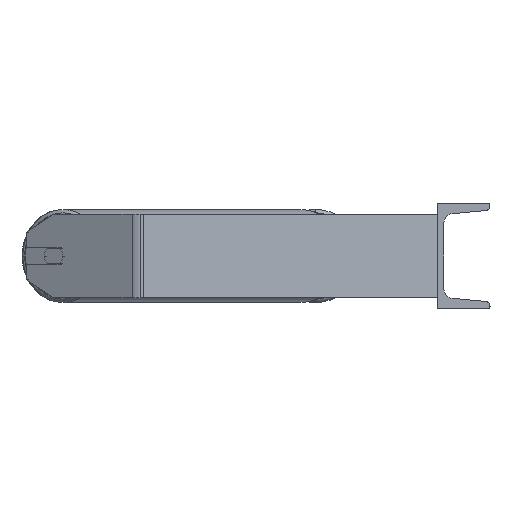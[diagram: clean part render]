
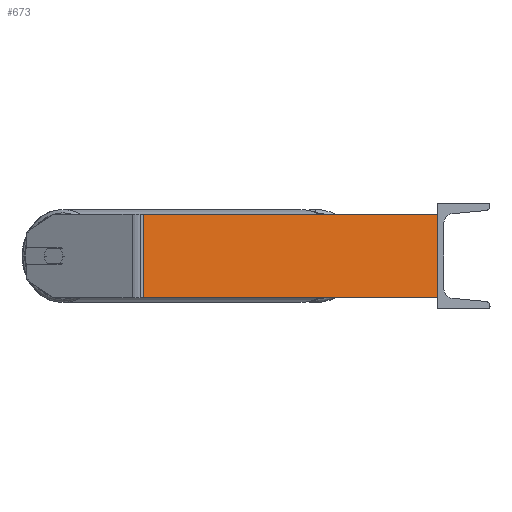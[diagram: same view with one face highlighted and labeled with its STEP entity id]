
A CAD part, left-side view. The second image highlights one B-rep face of the part: STEP entity #673.
In plain terms, the highlighted planar face has unit normal (-0.985, -0.174, 0).
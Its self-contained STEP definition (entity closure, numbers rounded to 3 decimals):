
#11 = FACE_OUTER_BOUND ( 'NONE', #6871, .T. ) ;
#450 = LINE ( 'NONE', #4651, #8568 ) ;
#521 = EDGE_CURVE ( 'NONE', #6541, #5256, #2783, .T. ) ;
#673 = ADVANCED_FACE ( 'NONE', ( #11 ), #1353, .F. ) ;
#724 = VECTOR ( 'NONE', #6542, 1000. ) ;
#1242 = VECTOR ( 'NONE', #2845, 1000. ) ;
#1353 = PLANE ( 'NONE',  #2920 ) ;
#1365 = EDGE_CURVE ( 'NONE', #7275, #3945, #2298, .T. ) ;
#2025 = CARTESIAN_POINT ( 'NONE',  ( -685., 0., -40. ) ) ;
#2298 = LINE ( 'NONE', #8680, #6739 ) ;
#2480 = CARTESIAN_POINT ( 'NONE',  ( -734.626, 281.446, 40. ) ) ;
#2783 = LINE ( 'NONE', #3412, #1242 ) ;
#2823 = CARTESIAN_POINT ( 'NONE',  ( -734.626, 281.446, -40. ) ) ;
#2845 = DIRECTION ( 'NONE',  ( 0.174, -0.985, 0. ) ) ;
#2920 = AXIS2_PLACEMENT_3D ( 'NONE', #4139, #6987, #3459 ) ;
#3175 = DIRECTION ( 'NONE',  ( 0., 0., -1. ) ) ;
#3215 = EDGE_CURVE ( 'NONE', #7275, #6541, #450, .T. ) ;
#3412 = CARTESIAN_POINT ( 'NONE',  ( -735.638, 287.181, -40. ) ) ;
#3459 = DIRECTION ( 'NONE',  ( -0.174, 0.985, 0. ) ) ;
#3723 = CARTESIAN_POINT ( 'NONE',  ( -685., 0., 40. ) ) ;
#3914 = ORIENTED_EDGE ( 'NONE', *, *, #1365, .F. ) ;
#3945 = VERTEX_POINT ( 'NONE', #7416 ) ;
#4139 = CARTESIAN_POINT ( 'NONE',  ( -735.638, 287.181, 40. ) ) ;
#4225 = ORIENTED_EDGE ( 'NONE', *, *, #7264, .F. ) ;
#4651 = CARTESIAN_POINT ( 'NONE',  ( -734.626, 281.446, 40. ) ) ;
#5067 = DIRECTION ( 'NONE',  ( 0.174, -0.985, 0. ) ) ;
#5256 = VERTEX_POINT ( 'NONE', #2025 ) ;
#5797 = LINE ( 'NONE', #3723, #724 ) ;
#6186 = ORIENTED_EDGE ( 'NONE', *, *, #521, .T. ) ;
#6541 = VERTEX_POINT ( 'NONE', #2823 ) ;
#6542 = DIRECTION ( 'NONE',  ( 0., 0., -1. ) ) ;
#6739 = VECTOR ( 'NONE', #5067, 1000. ) ;
#6871 = EDGE_LOOP ( 'NONE', ( #6186, #4225, #3914, #8515 ) ) ;
#6987 = DIRECTION ( 'NONE',  ( 0.985, 0.174, 0. ) ) ;
#7264 = EDGE_CURVE ( 'NONE', #3945, #5256, #5797, .T. ) ;
#7275 = VERTEX_POINT ( 'NONE', #2480 ) ;
#7416 = CARTESIAN_POINT ( 'NONE',  ( -685., 0., 40. ) ) ;
#8515 = ORIENTED_EDGE ( 'NONE', *, *, #3215, .T. ) ;
#8568 = VECTOR ( 'NONE', #3175, 1000. ) ;
#8680 = CARTESIAN_POINT ( 'NONE',  ( -735.638, 287.181, 40. ) ) ;
